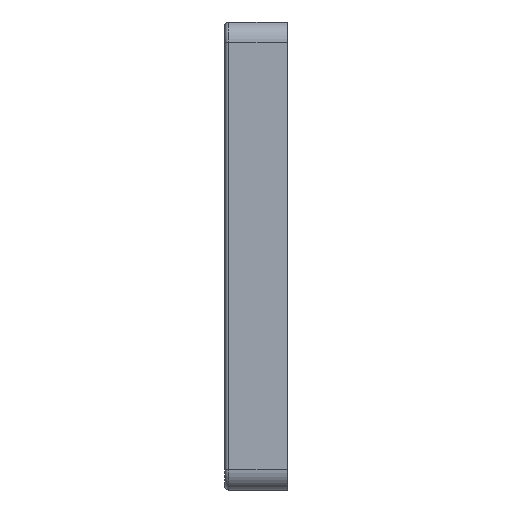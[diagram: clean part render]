
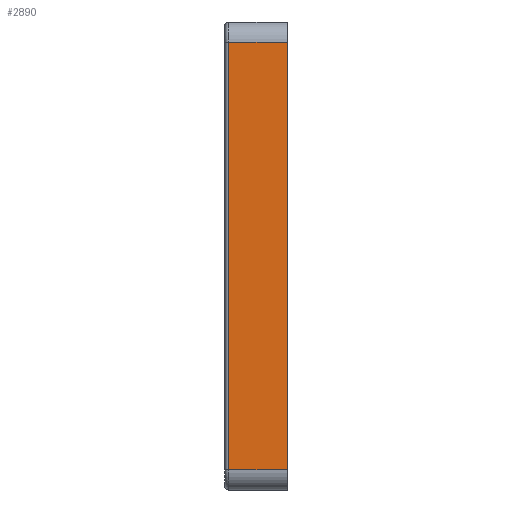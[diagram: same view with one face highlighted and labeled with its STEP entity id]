
A CAD part, left-side view. The second image highlights one B-rep face of the part: STEP entity #2890.
In plain terms, the highlighted planar face has unit normal (-1, 0, 0).
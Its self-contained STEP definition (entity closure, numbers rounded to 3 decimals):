
#113=PLANE('',#3212);
#248=FACE_OUTER_BOUND('',#434,.T.);
#434=EDGE_LOOP('',(#2409,#2410,#2411,#2412));
#545=LINE('',#4337,#823);
#620=LINE('',#4612,#898);
#713=LINE('',#4904,#991);
#715=LINE('',#4907,#993);
#823=VECTOR('',#3405,10.);
#898=VECTOR('',#3660,10.);
#991=VECTOR('',#3979,10.);
#993=VECTOR('',#3983,10.);
#1262=VERTEX_POINT('',#4334);
#1263=VERTEX_POINT('',#4336);
#1371=VERTEX_POINT('',#4605);
#1373=VERTEX_POINT('',#4611);
#1535=EDGE_CURVE('',#1263,#1262,#545,.T.);
#1666=EDGE_CURVE('',#1371,#1373,#620,.T.);
#1811=EDGE_CURVE('',#1263,#1371,#713,.T.);
#1813=EDGE_CURVE('',#1373,#1262,#715,.T.);
#2409=ORIENTED_EDGE('',*,*,#1535,.T.);
#2410=ORIENTED_EDGE('',*,*,#1813,.F.);
#2411=ORIENTED_EDGE('',*,*,#1666,.F.);
#2412=ORIENTED_EDGE('',*,*,#1811,.F.);
#2890=ADVANCED_FACE('',(#248),#113,.T.);
#3212=AXIS2_PLACEMENT_3D('',#4906,#3981,#3982);
#3405=DIRECTION('',(0.,0.,1.));
#3660=DIRECTION('',(0.,0.,1.));
#3979=DIRECTION('',(0.,1.,0.));
#3981=DIRECTION('center_axis',(-1.,0.,0.));
#3982=DIRECTION('ref_axis',(0.,0.,1.));
#3983=DIRECTION('',(0.,-1.,0.));
#4334=CARTESIAN_POINT('',(-148.125,-8.5,52.875));
#4336=CARTESIAN_POINT('',(-148.125,-8.5,-52.875));
#4337=CARTESIAN_POINT('',(-148.125,-8.5,-28.938));
#4605=CARTESIAN_POINT('',(-148.125,6.,-52.875));
#4611=CARTESIAN_POINT('',(-148.125,6.,52.875));
#4612=CARTESIAN_POINT('',(-148.125,6.,-28.938));
#4904=CARTESIAN_POINT('',(-148.125,0.,-52.875));
#4906=CARTESIAN_POINT('Origin',(-148.125,0.,-57.875));
#4907=CARTESIAN_POINT('',(-148.125,0.,52.875));
